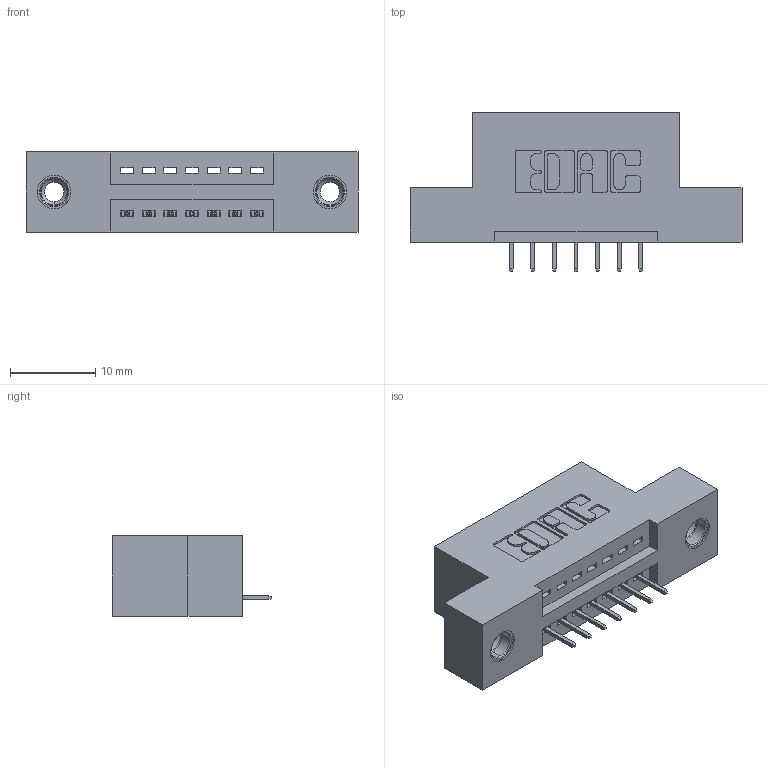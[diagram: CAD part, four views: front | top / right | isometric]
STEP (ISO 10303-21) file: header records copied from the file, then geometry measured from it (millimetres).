
FILE_DESCRIPTION (( 'STEP AP203' ), '1' );
FILE_NAME ('395-007-525-108.STEP', '2020-09-23T04:38:37', ( '' ), ( '' ), 'SwSTEP 2.0', 'SolidWorks 2020', '' );
FILE_SCHEMA (( 'CONFIG_CONTROL_DESIGN' ));
Length unit declared in the file: inch
Products named in the file (4): 345-250-001_345-250-003-102; 345 Part_Flush Mounting Lugs - 0.156 Dia-TI; 395-007-525-108; 345-292-001_345-293-125
Assembly tree (10 placements, depth 2):
  395-007-525-108
    345 Part_Flush Mounting Lugs - 0.156 Dia-TI
    345-292-001_345-293-125  x7
    345-250-001_345-250-003-102  x2
Bounding box: 38.99 x 18.72 x 9.4 mm (x, y, z)
Volume: 3381.4 mm3; surface area: 3941.7 mm2
Topology: 10 solids, 10 shells, 620 faces, 1737 edges, 1122 vertices
Faces by surface type: plane 434, cylinder 170, cone 12, torus 4
Entity records: 11240 total; most frequent: CARTESIAN_POINT 1928, ORIENTED_EDGE 1862, DIRECTION 1763, EDGE_CURVE 931, VECTOR 755, LINE 755, VERTEX_POINT 612, AXIS2_PLACEMENT_3D 504
